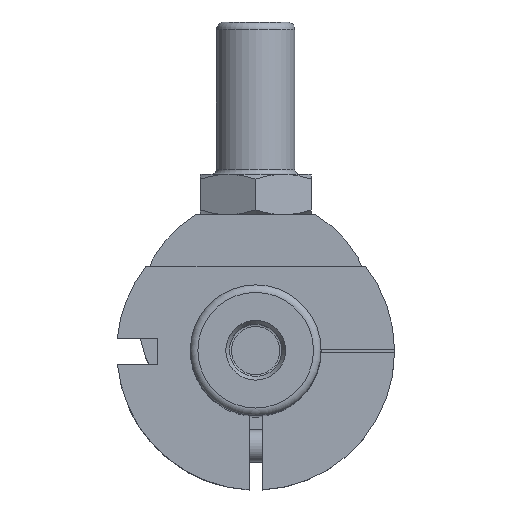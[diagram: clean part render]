
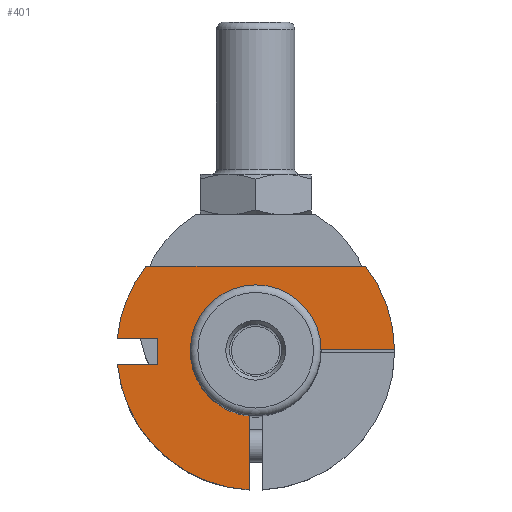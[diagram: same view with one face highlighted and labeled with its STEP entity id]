
A CAD part, top view. The second image highlights one B-rep face of the part: STEP entity #401.
In plain terms, the highlighted planar face has unit normal (0, 0, 1).
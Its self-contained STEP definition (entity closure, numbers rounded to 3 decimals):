
#135=LINE('',#2171,#200);
#136=LINE('',#2173,#201);
#137=LINE('',#2174,#202);
#138=LINE('',#2176,#203);
#139=LINE('',#2178,#204);
#140=LINE('',#2182,#205);
#200=VECTOR('',#1664,1.);
#201=VECTOR('',#1665,1.);
#202=VECTOR('',#1666,1.);
#203=VECTOR('',#1667,1.);
#204=VECTOR('',#1668,1.);
#205=VECTOR('',#1671,1.);
#257=FACE_OUTER_BOUND('',#584,.T.);
#325=PLANE('',#1367);
#401=ADVANCED_FACE('',(#257),#325,.T.);
#584=EDGE_LOOP('',(#829,#830,#831,#832,#833,#834,#835,#836,#837,#838));
#829=ORIENTED_EDGE('',*,*,#1160,.T.);
#830=ORIENTED_EDGE('',*,*,#1135,.F.);
#831=ORIENTED_EDGE('',*,*,#1161,.T.);
#832=ORIENTED_EDGE('',*,*,#1148,.F.);
#833=ORIENTED_EDGE('',*,*,#1162,.T.);
#834=ORIENTED_EDGE('',*,*,#1163,.T.);
#835=ORIENTED_EDGE('',*,*,#1164,.F.);
#836=ORIENTED_EDGE('',*,*,#1165,.F.);
#837=ORIENTED_EDGE('',*,*,#1166,.T.);
#838=ORIENTED_EDGE('',*,*,#1167,.T.);
#999=VERTEX_POINT('',#2120);
#1000=VERTEX_POINT('',#2122);
#1010=VERTEX_POINT('',#2148);
#1011=VERTEX_POINT('',#2149);
#1020=VERTEX_POINT('',#2172);
#1021=VERTEX_POINT('',#2175);
#1022=VERTEX_POINT('',#2177);
#1023=VERTEX_POINT('',#2179);
#1024=VERTEX_POINT('',#2181);
#1025=VERTEX_POINT('',#2183);
#1135=EDGE_CURVE('',#999,#1000,#1233,.T.);
#1148=EDGE_CURVE('',#1010,#1011,#1239,.T.);
#1160=EDGE_CURVE('',#1020,#1000,#135,.T.);
#1161=EDGE_CURVE('',#999,#1011,#136,.T.);
#1162=EDGE_CURVE('',#1010,#1021,#137,.T.);
#1163=EDGE_CURVE('',#1021,#1022,#138,.T.);
#1164=EDGE_CURVE('',#1023,#1022,#139,.T.);
#1165=EDGE_CURVE('',#1024,#1023,#1243,.T.);
#1166=EDGE_CURVE('',#1024,#1025,#140,.T.);
#1167=EDGE_CURVE('',#1025,#1020,#1244,.T.);
#1233=CIRCLE('',#1350,21.25);
#1239=CIRCLE('',#1359,21.25);
#1243=CIRCLE('',#1365,21.25);
#1244=CIRCLE('',#1366,10.);
#1350=AXIS2_PLACEMENT_3D('',#2121,#1619,#1620);
#1359=AXIS2_PLACEMENT_3D('',#2147,#1644,#1645);
#1365=AXIS2_PLACEMENT_3D('',#2180,#1669,#1670);
#1366=AXIS2_PLACEMENT_3D('',#2184,#1672,#1673);
#1367=AXIS2_PLACEMENT_3D('',#2185,#1674,#1675);
#1619=DIRECTION('',(0.,0.,-1.));
#1620=DIRECTION('',(0.,-1.,0.));
#1644=DIRECTION('',(0.,0.,-1.));
#1645=DIRECTION('',(0.,-1.,0.));
#1664=DIRECTION('',(1.,0.,0.));
#1665=DIRECTION('',(-1.,0.,0.));
#1666=DIRECTION('',(1.,0.,0.));
#1667=DIRECTION('',(0.,-1.,0.));
#1668=DIRECTION('',(1.,0.,0.));
#1669=DIRECTION('',(0.,0.,-1.));
#1670=DIRECTION('',(0.,-1.,0.));
#1671=DIRECTION('',(0.,1.,0.));
#1672=DIRECTION('',(0.,0.,-1.));
#1673=DIRECTION('',(0.,-1.,0.));
#1674=DIRECTION('',(0.,0.,1.));
#1675=DIRECTION('',(0.,1.,0.));
#2120=CARTESIAN_POINT('',(16.81,13.,70.));
#2121=CARTESIAN_POINT('',(0.,0.,70.));
#2122=CARTESIAN_POINT('',(21.249,0.25,70.));
#2147=CARTESIAN_POINT('',(0.,0.,70.));
#2148=CARTESIAN_POINT('',(-21.155,2.01,70.));
#2149=CARTESIAN_POINT('',(-16.81,13.,70.));
#2171=CARTESIAN_POINT('',(6.25,0.25,70.));
#2172=CARTESIAN_POINT('',(9.997,0.25,70.));
#2173=CARTESIAN_POINT('',(0.,13.,70.));
#2174=CARTESIAN_POINT('',(-35.,2.01,70.));
#2175=CARTESIAN_POINT('',(-15.,2.01,70.));
#2176=CARTESIAN_POINT('',(-15.,2.01,70.));
#2177=CARTESIAN_POINT('',(-15.,-2.01,70.));
#2178=CARTESIAN_POINT('',(-35.,-2.01,70.));
#2179=CARTESIAN_POINT('',(-21.155,-2.01,70.));
#2180=CARTESIAN_POINT('',(0.,0.,70.));
#2181=CARTESIAN_POINT('',(-1.,-21.226,70.));
#2182=CARTESIAN_POINT('',(-1.,-37.5,70.));
#2183=CARTESIAN_POINT('',(-1.,-9.95,70.));
#2184=CARTESIAN_POINT('',(0.,0.,70.));
#2185=CARTESIAN_POINT('',(0.,0.,70.));
